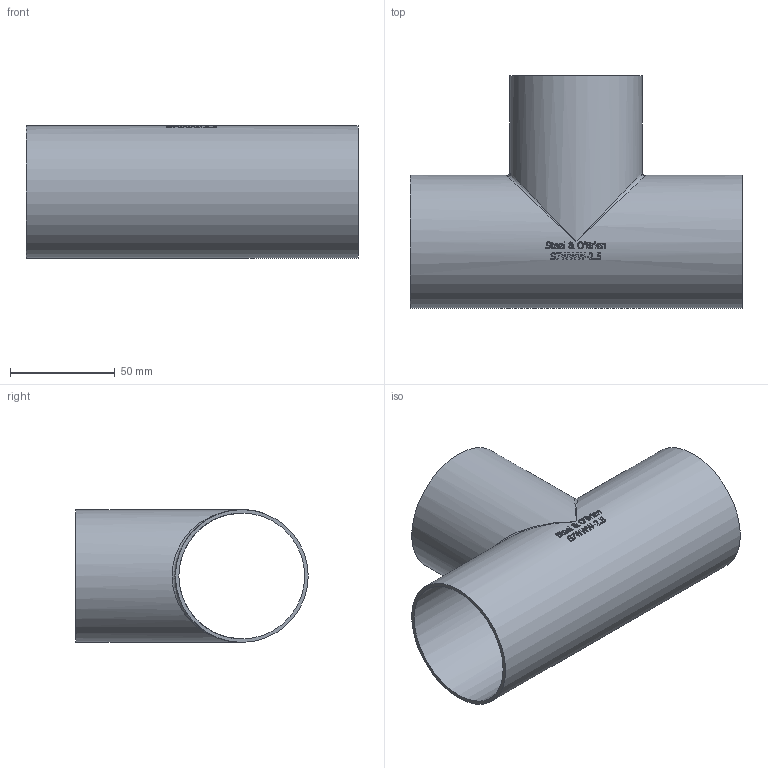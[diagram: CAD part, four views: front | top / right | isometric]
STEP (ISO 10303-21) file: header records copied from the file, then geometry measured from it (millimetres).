
FILE_DESCRIPTION(/* description */ (''),/* implementation_level */ '2;1');
FILE_NAME(/* name */ 'S7WWW-2.5.stp',/* time_stamp */ '2018-11-28T08:59:49-05:00',/* author */ ('ken'),/* organization */ (''),/* preprocessor_version */ 'ST-DEVELOPER v15.2',/* originating_system */ 'Autodesk Inventor 2014',/* authorisation */ '');
FILE_SCHEMA (('AUTOMOTIVE_DESIGN { 1 0 10303 214 3 1 1 }'));
Length unit declared in the file: inch
Products named in the file (1): S7WWW-2.5
Bounding box: 158.75 x 111.12 x 63.5 mm (x, y, z)
Volume: 63790.2 mm3; surface area: 78173 mm2
Topology: 1 solids, 1 shells, 350 faces, 956 edges, 634 vertices
Faces by surface type: bspline 161, plane 154, cylinder 35
Full cylindrical faces by diameter (mm): 60.198 x2, 63.5 x2
Entity records: 14023 total; most frequent: CARTESIAN_POINT 6091, ORIENTED_EDGE 1884, DIRECTION 1180, EDGE_CURVE 942, VERTEX_POINT 630, LINE 448, VECTOR 448, EDGE_LOOP 390
